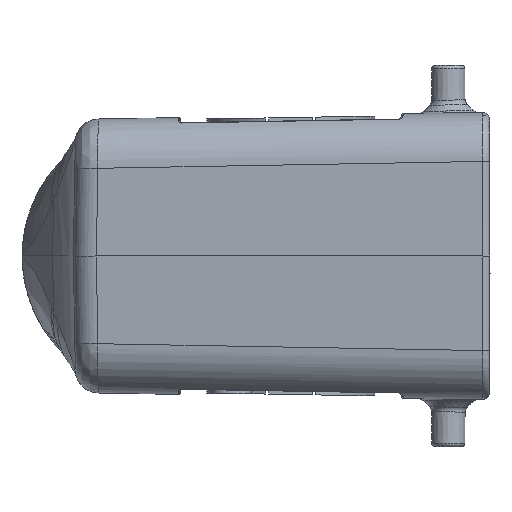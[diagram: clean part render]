
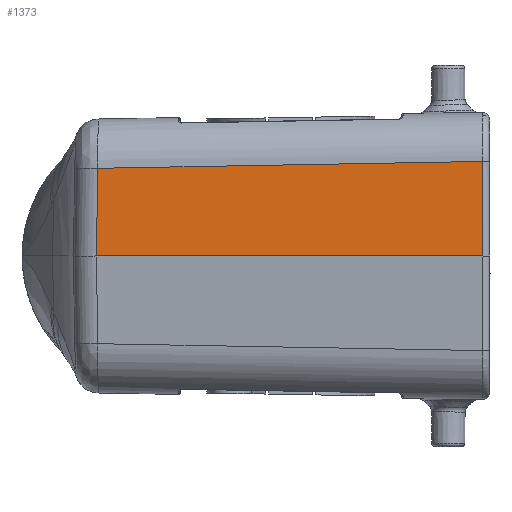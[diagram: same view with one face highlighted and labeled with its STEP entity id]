
A CAD part, left-side view. The second image highlights one B-rep face of the part: STEP entity #1373.
In plain terms, the highlighted planar face has unit normal (-1, 0.018, 0.017).
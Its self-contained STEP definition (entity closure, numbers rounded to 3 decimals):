
#1373=ADVANCED_FACE('',(#2095),#1683,.T.);
#1683=PLANE('',#9340);
#2095=FACE_OUTER_BOUND('',#2687,.T.);
#2687=EDGE_LOOP('',(#6203,#6204,#6205,#6206));
#3363=LINE('',#17284,#4054);
#3372=LINE('',#17597,#4063);
#3399=LINE('',#18417,#4090);
#3401=LINE('',#18420,#4092);
#4054=VECTOR('',#11054,1.);
#4063=VECTOR('',#11113,1.);
#4090=VECTOR('',#11272,1.);
#4092=VECTOR('',#11276,1.);
#6203=ORIENTED_EDGE('',*,*,#8500,.T.);
#6204=ORIENTED_EDGE('',*,*,#8396,.F.);
#6205=ORIENTED_EDGE('',*,*,#8359,.F.);
#6206=ORIENTED_EDGE('',*,*,#8498,.T.);
#6841=VERTEX_POINT('',#12708);
#7262=VERTEX_POINT('',#17281);
#7263=VERTEX_POINT('',#17283);
#7264=VERTEX_POINT('',#17306);
#8359=EDGE_CURVE('',#7263,#7262,#3363,.T.);
#8396=EDGE_CURVE('',#7262,#7264,#3372,.T.);
#8498=EDGE_CURVE('',#7263,#6841,#3399,.T.);
#8500=EDGE_CURVE('',#6841,#7264,#3401,.T.);
#9340=AXIS2_PLACEMENT_3D('',#18421,#11277,#11278);
#11054=DIRECTION('',(0.017,-0.017,1.));
#11113=DIRECTION('',(-0.017,-1.,0.017));
#11272=DIRECTION('',(-0.017,-1.,0.));
#11276=DIRECTION('',(0.017,0.,1.));
#11277=DIRECTION('',(-1.,0.017,0.017));
#11278=DIRECTION('',(-0.017,-1.,0.));
#12708=CARTESIAN_POINT('',(-59.986,70.819,0.));
#17281=CARTESIAN_POINT('',(-58.753,128.333,13.114));
#17283=CARTESIAN_POINT('',(-58.978,128.562,0.));
#17284=CARTESIAN_POINT('',(-58.979,128.563,-0.078));
#17306=CARTESIAN_POINT('',(-59.739,70.817,14.139));
#17597=CARTESIAN_POINT('',(-59.757,69.801,14.135));
#18417=CARTESIAN_POINT('',(-58.978,128.562,0.));
#18420=CARTESIAN_POINT('',(-59.986,70.819,0.));
#18421=CARTESIAN_POINT('',(-59.575,70.,24.335));
